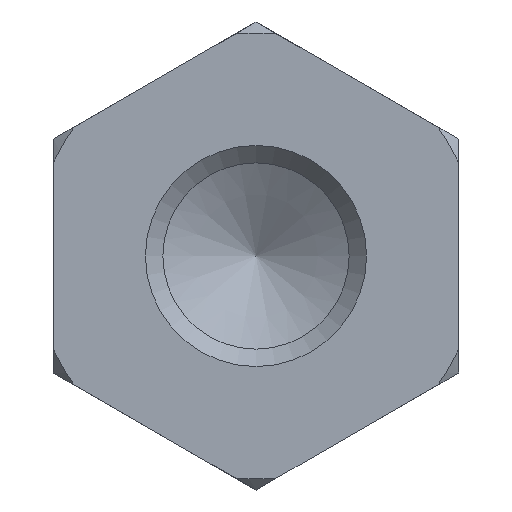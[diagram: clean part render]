
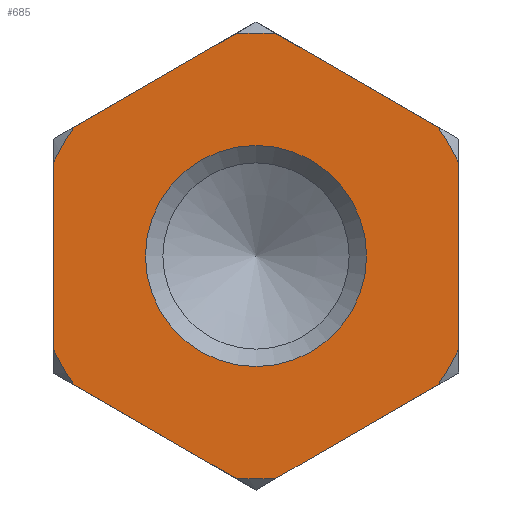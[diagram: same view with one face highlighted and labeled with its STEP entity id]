
A CAD part, front view. The second image highlights one B-rep face of the part: STEP entity #685.
In plain terms, the highlighted planar face has unit normal (0, -1, 0).
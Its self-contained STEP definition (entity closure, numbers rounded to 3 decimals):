
#685 = ADVANCED_FACE( '', ( #1495, #1496 ), #1497, .F. );
#1495 = FACE_BOUND( '', #2428, .T. );
#1496 = FACE_OUTER_BOUND( '', #2429, .T. );
#1497 = PLANE( '', #2430 );
#2428 = EDGE_LOOP( '', ( #4378 ) );
#2429 = EDGE_LOOP( '', ( #4379, #4380, #4381, #4382, #4383, #4384, #4385, #4386, #4387, #4388, #4389, #4390 ) );
#2430 = AXIS2_PLACEMENT_3D( '', #4391, #4392, #4393 );
#4378 = ORIENTED_EDGE( '', *, *, #6435, .F. );
#4379 = ORIENTED_EDGE( '', *, *, #6312, .F. );
#4380 = ORIENTED_EDGE( '', *, *, #5881, .T. );
#4381 = ORIENTED_EDGE( '', *, *, #6316, .F. );
#4382 = ORIENTED_EDGE( '', *, *, #6017, .T. );
#4383 = ORIENTED_EDGE( '', *, *, #5681, .F. );
#4384 = ORIENTED_EDGE( '', *, *, #6186, .T. );
#4385 = ORIENTED_EDGE( '', *, *, #6005, .F. );
#4386 = ORIENTED_EDGE( '', *, *, #6436, .T. );
#4387 = ORIENTED_EDGE( '', *, *, #5954, .F. );
#4388 = ORIENTED_EDGE( '', *, *, #6136, .T. );
#4389 = ORIENTED_EDGE( '', *, *, #6437, .F. );
#4390 = ORIENTED_EDGE( '', *, *, #5831, .T. );
#4391 = CARTESIAN_POINT( '', ( 12.1, 0., 0. ) );
#4392 = DIRECTION( '', ( 0., 1., 0. ) );
#4393 = DIRECTION( '', ( 0., 0., 1. ) );
#5681 = EDGE_CURVE( '', #6823, #6825, #6826, .T. );
#5831 = EDGE_CURVE( '', #7087, #7084, #7088, .T. );
#5881 = EDGE_CURVE( '', #7173, #7175, #7177, .T. );
#5954 = EDGE_CURVE( '', #7295, #7297, #7298, .T. );
#6005 = EDGE_CURVE( '', #7374, #7376, #7377, .T. );
#6017 = EDGE_CURVE( '', #7392, #6825, #7394, .T. );
#6136 = EDGE_CURVE( '', #7295, #7569, #7571, .T. );
#6186 = EDGE_CURVE( '', #6823, #7376, #7640, .T. );
#6312 = EDGE_CURVE( '', #7173, #7084, #7819, .T. );
#6316 = EDGE_CURVE( '', #7392, #7175, #7824, .T. );
#6435 = EDGE_CURVE( '', #7979, #7979, #7980, .T. );
#6436 = EDGE_CURVE( '', #7374, #7297, #7981, .T. );
#6437 = EDGE_CURVE( '', #7087, #7569, #7982, .T. );
#6823 = VERTEX_POINT( '', #8448 );
#6825 = VERTEX_POINT( '', #8453 );
#6826 = LINE( '', #8454, #8455 );
#7084 = VERTEX_POINT( '', #8836 );
#7087 = VERTEX_POINT( '', #8842 );
#7088 = CIRCLE( '', #8843, 12.1 );
#7173 = VERTEX_POINT( '', #8973 );
#7175 = VERTEX_POINT( '', #8978 );
#7177 = CIRCLE( '', #8983, 12.1 );
#7295 = VERTEX_POINT( '', #9153 );
#7297 = VERTEX_POINT( '', #9158 );
#7298 = LINE( '', #9159, #9160 );
#7374 = VERTEX_POINT( '', #9271 );
#7376 = VERTEX_POINT( '', #9276 );
#7377 = LINE( '', #9277, #9278 );
#7392 = VERTEX_POINT( '', #9304 );
#7394 = CIRCLE( '', #9309, 12.1 );
#7569 = VERTEX_POINT( '', #9563 );
#7571 = CIRCLE( '', #9568, 12.1 );
#7640 = CIRCLE( '', #9667, 12.1 );
#7819 = LINE( '', #9932, #9933 );
#7824 = LINE( '', #9944, #9945 );
#7979 = VERTEX_POINT( '', #10169 );
#7980 = CIRCLE( '', #10170, 6. );
#7981 = CIRCLE( '', #10171, 12.1 );
#7982 = LINE( '', #10172, #10173 );
#8448 = CARTESIAN_POINT( '', ( 9.865, 0., -7.006 ) );
#8453 = CARTESIAN_POINT( '', ( 1.135, 0., -12.047 ) );
#8454 = CARTESIAN_POINT( '', ( 14.575, 0., -4.287 ) );
#8455 = VECTOR( '', #10655, 1000. );
#8836 = CARTESIAN_POINT( '', ( -11., 0., 5.041 ) );
#8842 = CARTESIAN_POINT( '', ( -9.865, 0., 7.006 ) );
#8843 = AXIS2_PLACEMENT_3D( '', #10797, #10798, #10799 );
#8973 = CARTESIAN_POINT( '', ( -11., 0., -5.041 ) );
#8978 = CARTESIAN_POINT( '', ( -9.865, 0., -7.006 ) );
#8983 = AXIS2_PLACEMENT_3D( '', #10843, #10844, #10845 );
#9153 = CARTESIAN_POINT( '', ( 1.135, 0., 12.047 ) );
#9158 = CARTESIAN_POINT( '', ( 9.865, 0., 7.006 ) );
#9159 = CARTESIAN_POINT( '', ( 14.575, 0., 4.287 ) );
#9160 = VECTOR( '', #10910, 1000. );
#9271 = CARTESIAN_POINT( '', ( 11., 0., 5.041 ) );
#9276 = CARTESIAN_POINT( '', ( 11., 0., -5.041 ) );
#9277 = CARTESIAN_POINT( '', ( 11., 0., 0. ) );
#9278 = VECTOR( '', #10955, 1000. );
#9304 = CARTESIAN_POINT( '', ( -1.135, 0., -12.047 ) );
#9309 = AXIS2_PLACEMENT_3D( '', #10965, #10966, #10967 );
#9563 = CARTESIAN_POINT( '', ( -1.135, 0., 12.047 ) );
#9568 = AXIS2_PLACEMENT_3D( '', #11083, #11084, #11085 );
#9667 = AXIS2_PLACEMENT_3D( '', #11119, #11120, #11121 );
#9932 = CARTESIAN_POINT( '', ( -11., 0., 0. ) );
#9933 = VECTOR( '', #11245, 1000. );
#9944 = CARTESIAN_POINT( '', ( 3.575, 0., -14.766 ) );
#9945 = VECTOR( '', #11247, 1000. );
#10169 = CARTESIAN_POINT( '', ( 6., 0., 0. ) );
#10170 = AXIS2_PLACEMENT_3D( '', #11362, #11363, #11364 );
#10171 = AXIS2_PLACEMENT_3D( '', #11365, #11366, #11367 );
#10172 = CARTESIAN_POINT( '', ( 3.575, 0., 14.766 ) );
#10173 = VECTOR( '', #11368, 1000. );
#10655 = DIRECTION( '', ( -0.866, 0., -0.5 ) );
#10797 = CARTESIAN_POINT( '', ( 0., 0., 0. ) );
#10798 = DIRECTION( '', ( 0., -1., 0. ) );
#10799 = DIRECTION( '', ( 0., 0., -1. ) );
#10843 = CARTESIAN_POINT( '', ( 0., 0., 0. ) );
#10844 = DIRECTION( '', ( 0., -1., 0. ) );
#10845 = DIRECTION( '', ( 0., 0., -1. ) );
#10910 = DIRECTION( '', ( 0.866, 0., -0.5 ) );
#10955 = DIRECTION( '', ( 0., 0., -1. ) );
#10965 = CARTESIAN_POINT( '', ( 0., 0., 0. ) );
#10966 = DIRECTION( '', ( 0., -1., 0. ) );
#10967 = DIRECTION( '', ( 0., 0., -1. ) );
#11083 = CARTESIAN_POINT( '', ( 0., 0., 0. ) );
#11084 = DIRECTION( '', ( 0., -1., 0. ) );
#11085 = DIRECTION( '', ( 0., 0., -1. ) );
#11119 = CARTESIAN_POINT( '', ( 0., 0., 0. ) );
#11120 = DIRECTION( '', ( 0., -1., 0. ) );
#11121 = DIRECTION( '', ( 0., 0., -1. ) );
#11245 = DIRECTION( '', ( 0., 0., 1. ) );
#11247 = DIRECTION( '', ( -0.866, 0., 0.5 ) );
#11362 = CARTESIAN_POINT( '', ( 0., 0., 0. ) );
#11363 = DIRECTION( '', ( 0., -1., 0. ) );
#11364 = DIRECTION( '', ( 1., 0., 0. ) );
#11365 = CARTESIAN_POINT( '', ( 0., 0., 0. ) );
#11366 = DIRECTION( '', ( 0., -1., 0. ) );
#11367 = DIRECTION( '', ( 0., 0., -1. ) );
#11368 = DIRECTION( '', ( 0.866, 0., 0.5 ) );
